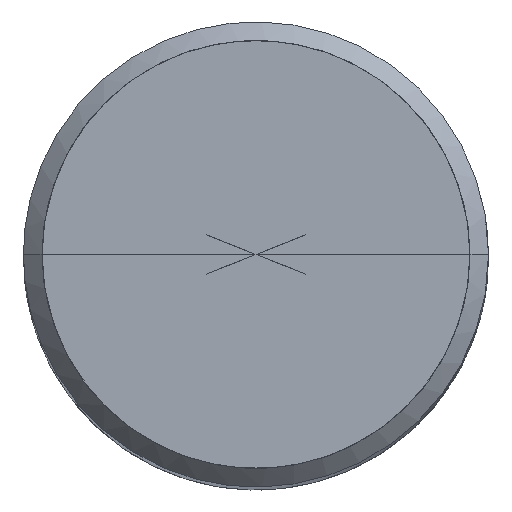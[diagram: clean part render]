
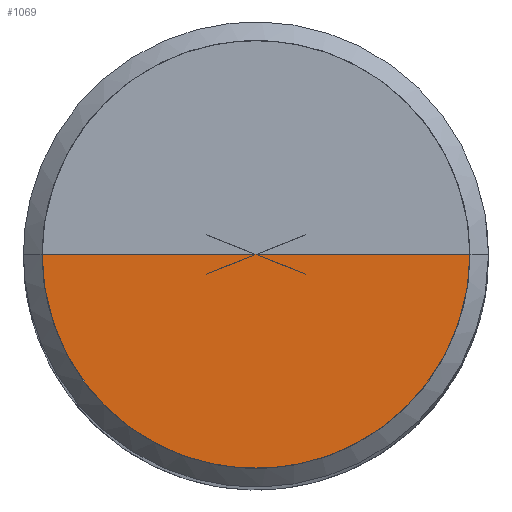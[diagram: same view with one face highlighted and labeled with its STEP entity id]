
A CAD part, top view. The second image highlights one B-rep face of the part: STEP entity #1069.
In plain terms, the highlighted free-form (B-spline) face has degree [1, 2] with [2, 5] control points.
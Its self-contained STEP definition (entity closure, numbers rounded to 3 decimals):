
#716=CARTESIAN_POINT('',(9.2,0.0,67.0));
#720=CARTESIAN_POINT('',(-9.2,0.0,67.0));
#721=CARTESIAN_POINT('',(0.0,0.0,67.0));
#728=CARTESIAN_POINT('',(-9.2,-9.2,67.0));
#729=CARTESIAN_POINT('',(0.0,-9.2,67.0));
#730=CARTESIAN_POINT('',(9.2,-9.2,67.0));
#1054=(
BOUNDED_SURFACE()
B_SPLINE_SURFACE(1,2,(
(#720,#728,#729,#730,#716),
(#721,#721,#721,#721,#721)
), .UNSPECIFIED.,.F.,.F.,.F.)
B_SPLINE_SURFACE_WITH_KNOTS((2,2),(3,2,3),(
0.0,1.0),(
0.0,0.5,1.0), .UNSPECIFIED.)
GEOMETRIC_REPRESENTATION_ITEM()
RATIONAL_B_SPLINE_SURFACE(((1.0,0.707,1.0,0.707,1.0),
(1.0,0.707,1.0,0.707,1.0)
))
REPRESENTATION_ITEM('')
SURFACE()
);
#1055=(
BOUNDED_CURVE()
B_SPLINE_CURVE(1,(#721,#716),.UNSPECIFIED.,.F.,.F.)
B_SPLINE_CURVE_WITH_KNOTS((2,2),
(0.0,1.0),.UNSPECIFIED.)
CURVE()
GEOMETRIC_REPRESENTATION_ITEM()
RATIONAL_B_SPLINE_CURVE((1.0,1.0))
REPRESENTATION_ITEM('')
);
#1056=(
BOUNDED_CURVE()
B_SPLINE_CURVE(2,(#716,#730,#729,#728,#720),.UNSPECIFIED.,.F.,.F.)
B_SPLINE_CURVE_WITH_KNOTS((3,2,3),
(0.0,0.5,1.0),.UNSPECIFIED.)
CURVE()
GEOMETRIC_REPRESENTATION_ITEM()
RATIONAL_B_SPLINE_CURVE((1.0,0.707,1.0,0.707,1.0))
REPRESENTATION_ITEM('')
);
#1057=(
BOUNDED_CURVE()
B_SPLINE_CURVE(1,(#720,#721),.UNSPECIFIED.,.F.,.F.)
B_SPLINE_CURVE_WITH_KNOTS((2,2),
(0.0,1.0),.UNSPECIFIED.)
CURVE()
GEOMETRIC_REPRESENTATION_ITEM()
RATIONAL_B_SPLINE_CURVE((1.0,1.0))
REPRESENTATION_ITEM('')
);
#1058=VERTEX_POINT('',#716);
#1059=VERTEX_POINT('',#720);
#1060=VERTEX_POINT('',#721);
#1061=EDGE_CURVE('',#1060,#1058,#1055,.T.);
#1062=EDGE_CURVE('',#1058,#1059,#1056,.T.);
#1063=EDGE_CURVE('',#1059,#1060,#1057,.T.);
#1064=ORIENTED_EDGE('',*,*,#1061,.T.);
#1065=ORIENTED_EDGE('',*,*,#1062,.T.);
#1066=ORIENTED_EDGE('',*,*,#1063,.T.);
#1067=EDGE_LOOP('',(#1064,#1065,#1066));
#1068=FACE_OUTER_BOUND('',#1067,.T.);
#1069=ADVANCED_FACE('',(#1068),#1054,.T.);
